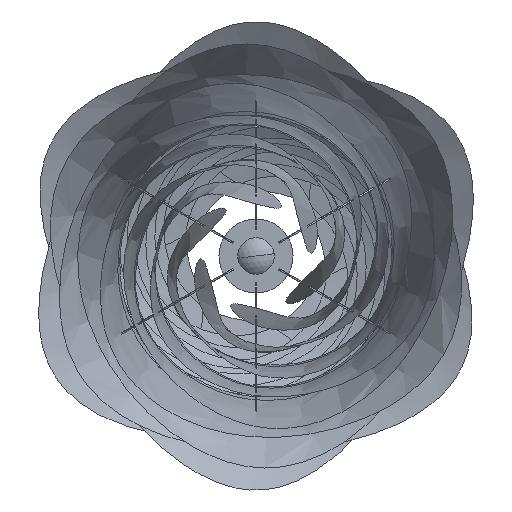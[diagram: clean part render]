
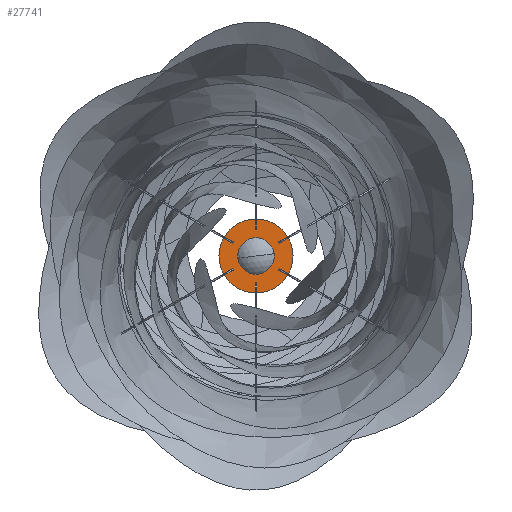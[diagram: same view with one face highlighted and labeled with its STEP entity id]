
A CAD part, front view. The second image highlights one B-rep face of the part: STEP entity #27741.
In plain terms, the highlighted planar face has unit normal (0, -1, 0).
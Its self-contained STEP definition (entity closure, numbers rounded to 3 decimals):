
#1349 = EDGE_CURVE ( 'NONE', #6990, #14405, #4843, .T. ) ;
#2461 = CARTESIAN_POINT ( 'NONE',  ( 0., -239., 20. ) ) ;
#3277 = PLANE ( 'NONE',  #25229 ) ;
#4249 = DIRECTION ( 'NONE',  ( 0., 0., 1. ) ) ;
#4563 = ORIENTED_EDGE ( 'NONE', *, *, #9084, .T. ) ;
#4843 = CIRCLE ( 'NONE', #11596, 20. ) ;
#6990 = VERTEX_POINT ( 'NONE', #24023 ) ;
#8183 = CARTESIAN_POINT ( 'NONE',  ( 0., -239., 0. ) ) ;
#8664 = DIRECTION ( 'NONE',  ( 0., 0., 1. ) ) ;
#9084 = EDGE_CURVE ( 'NONE', #14405, #6990, #25869, .T. ) ;
#9749 = CARTESIAN_POINT ( 'NONE',  ( 0., -239., 0. ) ) ;
#9751 = DIRECTION ( 'NONE',  ( 0., 1., 0. ) ) ;
#10074 = AXIS2_PLACEMENT_3D ( 'NONE', #14851, #19178, #4249 ) ;
#11141 = ORIENTED_EDGE ( 'NONE', *, *, #20694, .F. ) ;
#11401 = ORIENTED_EDGE ( 'NONE', *, *, #12066, .F. ) ;
#11596 = AXIS2_PLACEMENT_3D ( 'NONE', #9749, #18387, #22432 ) ;
#12066 = EDGE_CURVE ( 'NONE', #22436, #19422, #15758, .T. ) ;
#13644 = CARTESIAN_POINT ( 'NONE',  ( 0., -239., -40.575 ) ) ;
#14405 = VERTEX_POINT ( 'NONE', #2461 ) ;
#14851 = CARTESIAN_POINT ( 'NONE',  ( 0., -239., 0. ) ) ;
#14906 = AXIS2_PLACEMENT_3D ( 'NONE', #17317, #19376, #8664 ) ;
#15758 = CIRCLE ( 'NONE', #10074, 40.575 ) ;
#16387 = CIRCLE ( 'NONE', #14906, 40.575 ) ;
#17317 = CARTESIAN_POINT ( 'NONE',  ( 0., -239., 0. ) ) ;
#18387 = DIRECTION ( 'NONE',  ( 0., 1., 0. ) ) ;
#18736 = EDGE_LOOP ( 'NONE', ( #11141, #11401 ) ) ;
#19178 = DIRECTION ( 'NONE',  ( 0., 1., 0. ) ) ;
#19376 = DIRECTION ( 'NONE',  ( 0., 1., 0. ) ) ;
#19422 = VERTEX_POINT ( 'NONE', #25881 ) ;
#20468 = AXIS2_PLACEMENT_3D ( 'NONE', #8183, #21241, #23497 ) ;
#20694 = EDGE_CURVE ( 'NONE', #19422, #22436, #16387, .T. ) ;
#21241 = DIRECTION ( 'NONE',  ( 0., 1., 0. ) ) ;
#21711 = FACE_OUTER_BOUND ( 'NONE', #18736, .T. ) ;
#22050 = FACE_BOUND ( 'NONE', #27146, .T. ) ;
#22432 = DIRECTION ( 'NONE',  ( 0., 0., 1. ) ) ;
#22436 = VERTEX_POINT ( 'NONE', #13644 ) ;
#22711 = DIRECTION ( 'NONE',  ( 0., 0., 1. ) ) ;
#23248 = ORIENTED_EDGE ( 'NONE', *, *, #1349, .T. ) ;
#23497 = DIRECTION ( 'NONE',  ( 0., 0., 1. ) ) ;
#24023 = CARTESIAN_POINT ( 'NONE',  ( 0., -239., -20. ) ) ;
#24856 = CARTESIAN_POINT ( 'NONE',  ( 0., -239., 0. ) ) ;
#25229 = AXIS2_PLACEMENT_3D ( 'NONE', #24856, #9751, #22711 ) ;
#25869 = CIRCLE ( 'NONE', #20468, 20. ) ;
#25881 = CARTESIAN_POINT ( 'NONE',  ( 0., -239., 40.575 ) ) ;
#27146 = EDGE_LOOP ( 'NONE', ( #4563, #23248 ) ) ;
#27741 = ADVANCED_FACE ( 'NONE', ( #22050, #21711 ), #3277, .F. ) ;
